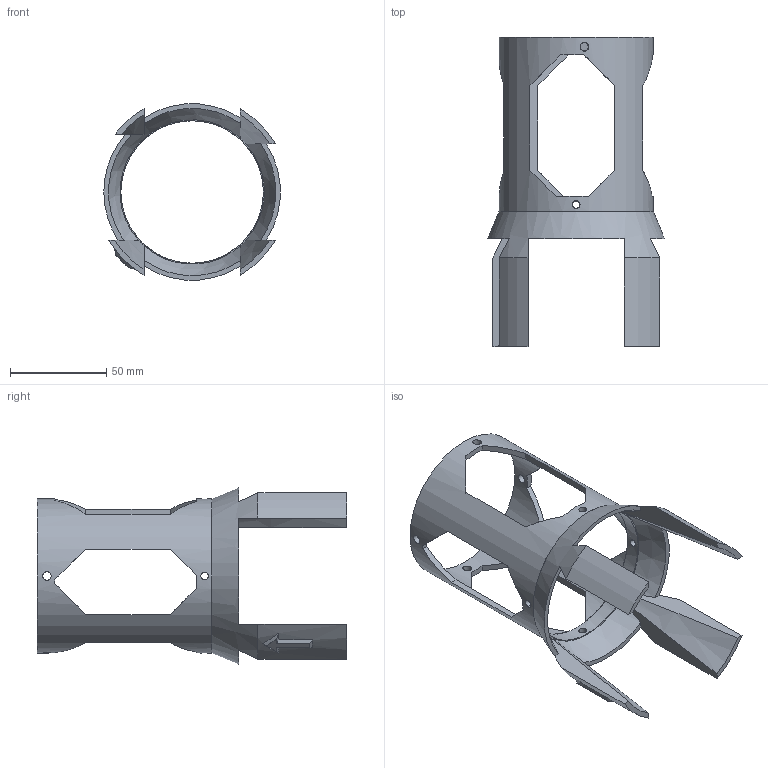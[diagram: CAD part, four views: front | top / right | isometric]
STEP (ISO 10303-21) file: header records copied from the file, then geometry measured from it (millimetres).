
FILE_DESCRIPTION(/* description */ (''),/* implementation_level */ '2;1');
FILE_NAME(/* name */ 'TVC_Test_Body_Tube_TVC_Test_Shaft_Mount v1.step',/* time_stamp */ '2020-09-22T10:56:55-07:00',/* author */ (''),/* organization */ (''),/* preprocessor_version */ 'ST-DEVELOPER v18.1',/* originating_system */ 'Autodesk Translation Framework v9.3.0.1241',/* authorisation */ '');
FILE_SCHEMA (('AUTOMOTIVE_DESIGN { 1 0 10303 214 3 1 1 }'));
Length unit declared in the file: millimetre
Products named in the file (1): TVC_Test_Body_Tube_TVC_Test_Shaft_Mount
Bounding box: 91.56 x 160.5 x 91.4 mm (x, y, z)
Volume: 69262.6 mm3; surface area: 47265.3 mm2
Topology: 1 solids, 1 shells, 125 faces, 371 edges, 244 vertices
Faces by surface type: plane 73, cylinder 26, cone 23, bspline 3
Full cylindrical faces by diameter (mm): 4 x4, 4.5 x4, 74 x1, 74.1 x1, 80 x1
Entity records: 4934 total; most frequent: CARTESIAN_POINT 1721, ORIENTED_EDGE 742, DIRECTION 595, EDGE_CURVE 371, VERTEX_POINT 244, AXIS2_PLACEMENT_3D 233, EDGE_LOOP 147, LINE 129
